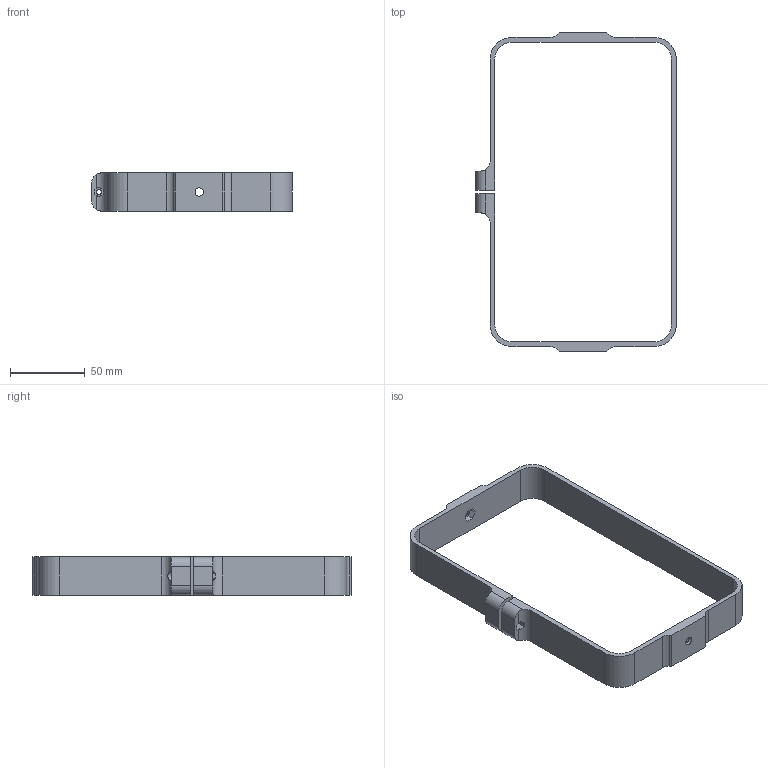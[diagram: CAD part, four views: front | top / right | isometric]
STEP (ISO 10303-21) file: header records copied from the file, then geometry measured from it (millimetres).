
FILE_DESCRIPTION(/* description */ (''),/* implementation_level */ '2;1');
FILE_NAME(/* name */ 'Fascia.stp',/* time_stamp */ '2024-08-22T21:50:12-05:00',/* author */ ('Stefano'),/* organization */ (''),/* preprocessor_version */ 'ST-DEVELOPER v19.2',/* originating_system */ 'Autodesk Inventor 2024',/* authorisation */ '');
FILE_SCHEMA (('AUTOMOTIVE_DESIGN { 1 0 10303 214 3 1 1 }'));
Length unit declared in the file: inch
Products named in the file (1): Fascia
Bounding box: 133.68 x 212.5 x 25.4 mm (x, y, z)
Volume: 61134.9 mm3; surface area: 37999.4 mm2
Topology: 1 solids, 1 shells, 71 faces, 201 edges, 134 vertices
Faces by surface type: plane 48, cylinder 23
Full cylindrical faces by diameter (mm): 3.404 x1, 3.607 x1, 5.512 x2, 6.502 x1
Entity records: 2415 total; most frequent: CARTESIAN_POINT 465, ORIENTED_EDGE 402, DIRECTION 391, EDGE_CURVE 201, LINE 145, VECTOR 145, VERTEX_POINT 134, AXIS2_PLACEMENT_3D 123
